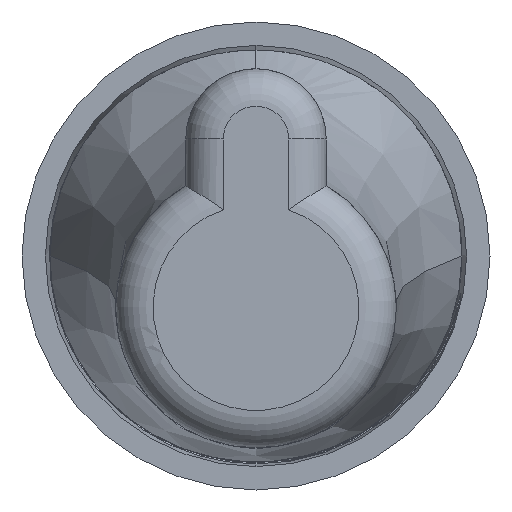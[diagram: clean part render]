
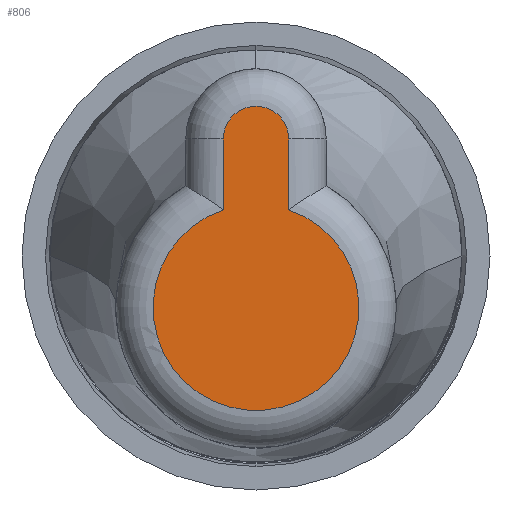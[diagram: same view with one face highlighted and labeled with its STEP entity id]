
A CAD part, front view. The second image highlights one B-rep face of the part: STEP entity #806.
In plain terms, the highlighted planar face has unit normal (0, -1, 0).
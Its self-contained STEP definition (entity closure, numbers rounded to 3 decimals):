
#228=AXIS2_PLACEMENT_3D('Circle Axis2P3D',#226,#227,$) ;
#394=AXIS2_PLACEMENT_3D('Circle Axis2P3D',#392,#393,$) ;
#798=AXIS2_PLACEMENT_3D('Plane Axis2P3D',#795,#796,#797) ;
#121=CARTESIAN_POINT('Line Origine',(-3.5,-61.5,5.25)) ;
#125=CARTESIAN_POINT('Vertex',(-3.5,-61.5,10.428)) ;
#127=CARTESIAN_POINT('Vertex',(-3.5,-61.5,18.)) ;
#226=CARTESIAN_POINT('Axis2P3D Location',(0.,-61.5,18.)) ;
#230=CARTESIAN_POINT('Vertex',(3.5,-61.5,18.)) ;
#292=CARTESIAN_POINT('Line Origine',(3.5,-61.5,5.25)) ;
#296=CARTESIAN_POINT('Vertex',(3.5,-61.5,10.428)) ;
#392=CARTESIAN_POINT('Axis2P3D Location',(0.,-61.5,0.)) ;
#795=CARTESIAN_POINT('Axis2P3D Location',(0.,-61.5,5.25)) ;
#122=DIRECTION('Vector Direction',(0.,0.,1.)) ;
#227=DIRECTION('Axis2P3D Direction',(0.,1.,0.)) ;
#293=DIRECTION('Vector Direction',(0.,0.,-1.)) ;
#393=DIRECTION('Axis2P3D Direction',(0.,1.,-0.)) ;
#796=DIRECTION('Axis2P3D Direction',(-0.,1.,0.)) ;
#797=DIRECTION('Axis2P3D XDirection',(1.,0.,0.)) ;
#123=VECTOR('Line Direction',#122,1.) ;
#294=VECTOR('Line Direction',#293,1.) ;
#801=ORIENTED_EDGE('',*,*,#298,.F.) ;
#802=ORIENTED_EDGE('',*,*,#232,.F.) ;
#803=ORIENTED_EDGE('',*,*,#129,.F.) ;
#804=ORIENTED_EDGE('',*,*,#396,.F.) ;
#806=ADVANCED_FACE('',(#805),#799,.F.) ;
#229=CIRCLE('generated circle',#228,3.5) ;
#395=CIRCLE('generated circle',#394,11.) ;
#129=EDGE_CURVE('',#126,#128,#124,.T.) ;
#232=EDGE_CURVE('',#128,#231,#229,.T.) ;
#298=EDGE_CURVE('',#231,#297,#295,.T.) ;
#396=EDGE_CURVE('',#297,#126,#395,.T.) ;
#800=EDGE_LOOP('',(#801,#802,#803,#804)) ;
#805=FACE_OUTER_BOUND('',#800,.T.) ;
#124=LINE('Line',#121,#123) ;
#295=LINE('Line',#292,#294) ;
#799=PLANE('',#798) ;
#126=VERTEX_POINT('',#125) ;
#128=VERTEX_POINT('',#127) ;
#231=VERTEX_POINT('',#230) ;
#297=VERTEX_POINT('',#296) ;
